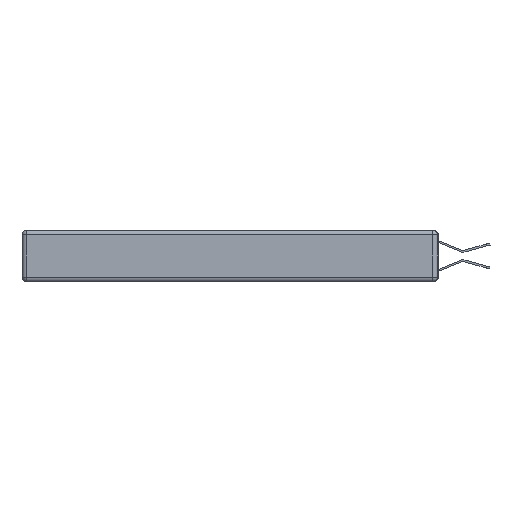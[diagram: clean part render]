
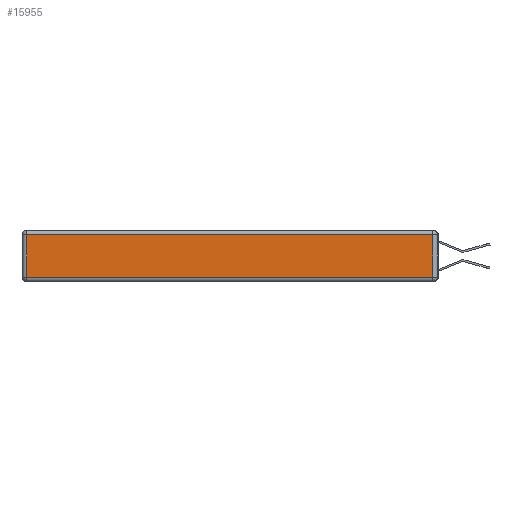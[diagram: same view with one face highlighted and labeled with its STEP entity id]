
A CAD part, left-side view. The second image highlights one B-rep face of the part: STEP entity #15955.
In plain terms, the highlighted planar face has unit normal (-1, 0, 0).
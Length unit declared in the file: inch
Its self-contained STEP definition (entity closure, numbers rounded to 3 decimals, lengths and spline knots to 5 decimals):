
#185 = VECTOR ( 'NONE', #531, 39.37008 ) ;
#531 = DIRECTION ( 'NONE',  ( 0., 0., -1. ) ) ;
#1830 = LINE ( 'NONE', #14398, #16350 ) ;
#2707 = ORIENTED_EDGE ( 'NONE', *, *, #13966, .T. ) ;
#3394 = DIRECTION ( 'NONE',  ( -1., 0., 0. ) ) ;
#5141 = PLANE ( 'NONE',  #6486 ) ;
#5437 = DIRECTION ( 'NONE',  ( 0., 1., 0. ) ) ;
#5587 = EDGE_LOOP ( 'NONE', ( #16096, #2707, #10461, #13068 ) ) ;
#6486 = AXIS2_PLACEMENT_3D ( 'NONE', #9780, #3394, #15941 ) ;
#6905 = LINE ( 'NONE', #13171, #185 ) ;
#7943 = CARTESIAN_POINT ( 'NONE',  ( 0., 0.03, -0.343 ) ) ;
#9400 = VECTOR ( 'NONE', #5437, 39.37008 ) ;
#9780 = CARTESIAN_POINT ( 'NONE',  ( 0., 0., -0.343 ) ) ;
#10461 = ORIENTED_EDGE ( 'NONE', *, *, #19522, .T. ) ;
#12291 = CARTESIAN_POINT ( 'NONE',  ( 0., 2.72, -0.03 ) ) ;
#12365 = LINE ( 'NONE', #7943, #17563 ) ;
#12759 = VERTEX_POINT ( 'NONE', #17699 ) ;
#13046 = DIRECTION ( 'NONE',  ( 0., -1., 0. ) ) ;
#13068 = ORIENTED_EDGE ( 'NONE', *, *, #14089, .T. ) ;
#13171 = CARTESIAN_POINT ( 'NONE',  ( 0., 2.72, -0.343 ) ) ;
#13357 = CARTESIAN_POINT ( 'NONE',  ( 0., 2.75, -0.03 ) ) ;
#13966 = EDGE_CURVE ( 'NONE', #14609, #17505, #12365, .T. ) ;
#14089 = EDGE_CURVE ( 'NONE', #18962, #12759, #6905, .T. ) ;
#14398 = CARTESIAN_POINT ( 'NONE',  ( 0., 0., -0.313 ) ) ;
#14584 = CARTESIAN_POINT ( 'NONE',  ( 0., 0.03, -0.313 ) ) ;
#14609 = VERTEX_POINT ( 'NONE', #14584 ) ;
#15941 = DIRECTION ( 'NONE',  ( 0., 0., 1. ) ) ;
#15955 = ADVANCED_FACE ( 'NONE', ( #17581 ), #5141, .T. ) ;
#16096 = ORIENTED_EDGE ( 'NONE', *, *, #17708, .T. ) ;
#16350 = VECTOR ( 'NONE', #13046, 39.37008 ) ;
#17505 = VERTEX_POINT ( 'NONE', #18618 ) ;
#17563 = VECTOR ( 'NONE', #20190, 39.37008 ) ;
#17581 = FACE_OUTER_BOUND ( 'NONE', #5587, .T. ) ;
#17699 = CARTESIAN_POINT ( 'NONE',  ( 0., 2.72, -0.313 ) ) ;
#17708 = EDGE_CURVE ( 'NONE', #12759, #14609, #1830, .T. ) ;
#18618 = CARTESIAN_POINT ( 'NONE',  ( 0., 0.03, -0.03 ) ) ;
#18962 = VERTEX_POINT ( 'NONE', #12291 ) ;
#19522 = EDGE_CURVE ( 'NONE', #17505, #18962, #19649, .T. ) ;
#19649 = LINE ( 'NONE', #13357, #9400 ) ;
#20190 = DIRECTION ( 'NONE',  ( 0., 0., 1. ) ) ;
